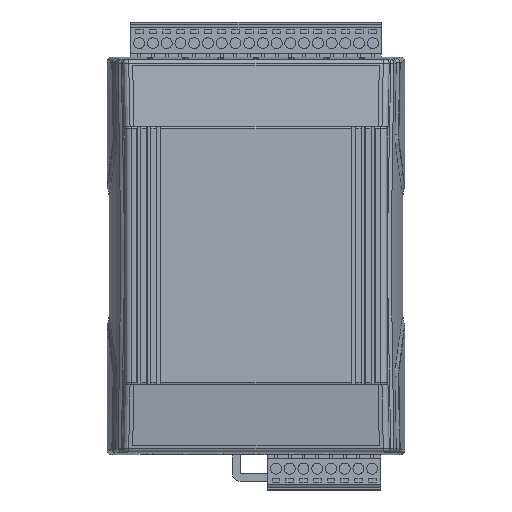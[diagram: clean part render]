
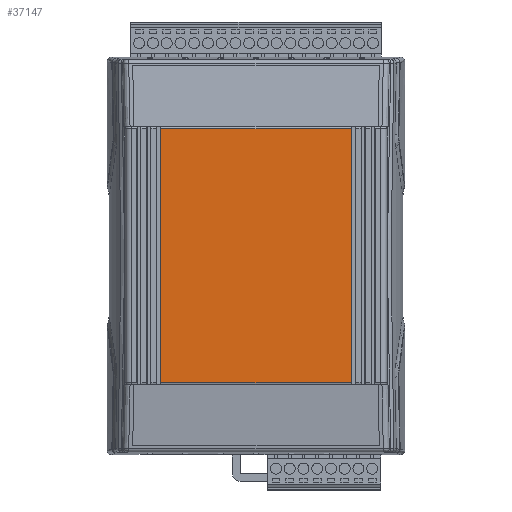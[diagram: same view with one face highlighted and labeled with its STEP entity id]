
A CAD part, top view. The second image highlights one B-rep face of the part: STEP entity #37147.
In plain terms, the highlighted planar face has unit normal (0, 0, 1).
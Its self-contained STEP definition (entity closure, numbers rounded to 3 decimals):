
#550 = VECTOR ( 'NONE', #82789, 1000. ) ;
#3296 = CARTESIAN_POINT ( 'NONE',  ( 24.303, -32.363, 18.653 ) ) ;
#8706 = PLANE ( 'NONE',  #45561 ) ;
#9839 = EDGE_CURVE ( 'NONE', #15939, #59336, #53276, .T. ) ;
#12285 = CARTESIAN_POINT ( 'NONE',  ( -24.303, 32.363, 18.653 ) ) ;
#15228 = VERTEX_POINT ( 'NONE', #33880 ) ;
#15939 = VERTEX_POINT ( 'NONE', #19632 ) ;
#17544 = LINE ( 'NONE', #3296, #39493 ) ;
#19632 = CARTESIAN_POINT ( 'NONE',  ( 24.303, 32.363, 18.653 ) ) ;
#25224 = ORIENTED_EDGE ( 'NONE', *, *, #85376, .T. ) ;
#31314 = VECTOR ( 'NONE', #65161, 1000. ) ;
#33880 = CARTESIAN_POINT ( 'NONE',  ( -24.303, -32.363, 18.653 ) ) ;
#34950 = CARTESIAN_POINT ( 'NONE',  ( 24.303, -32.363, 18.653 ) ) ;
#37147 = ADVANCED_FACE ( 'NONE', ( #50665 ), #8706, .T. ) ;
#39493 = VECTOR ( 'NONE', #61212, 1000. ) ;
#41593 = CARTESIAN_POINT ( 'NONE',  ( -24.303, -32.863, 18.653 ) ) ;
#42015 = DIRECTION ( 'NONE',  ( 0., 0., 1. ) ) ;
#45561 = AXIS2_PLACEMENT_3D ( 'NONE', #58299, #42015, #99983 ) ;
#47187 = LINE ( 'NONE', #41593, #550 ) ;
#50665 = FACE_OUTER_BOUND ( 'NONE', #64293, .T. ) ;
#53276 = LINE ( 'NONE', #66127, #31314 ) ;
#53895 = DIRECTION ( 'NONE',  ( -1., 0., 0. ) ) ;
#55530 = ORIENTED_EDGE ( 'NONE', *, *, #84995, .T. ) ;
#56010 = ORIENTED_EDGE ( 'NONE', *, *, #61259, .T. ) ;
#58129 = LINE ( 'NONE', #12285, #99612 ) ;
#58299 = CARTESIAN_POINT ( 'NONE',  ( 33.303, -32.863, 18.653 ) ) ;
#59336 = VERTEX_POINT ( 'NONE', #34950 ) ;
#61212 = DIRECTION ( 'NONE',  ( 1., 0., 0. ) ) ;
#61259 = EDGE_CURVE ( 'NONE', #15939, #74300, #58129, .T. ) ;
#64293 = EDGE_LOOP ( 'NONE', ( #25224, #55530, #79968, #56010 ) ) ;
#65161 = DIRECTION ( 'NONE',  ( 0., -1., 0. ) ) ;
#66127 = CARTESIAN_POINT ( 'NONE',  ( 24.303, -32.863, 18.653 ) ) ;
#74300 = VERTEX_POINT ( 'NONE', #89246 ) ;
#79968 = ORIENTED_EDGE ( 'NONE', *, *, #9839, .F. ) ;
#82789 = DIRECTION ( 'NONE',  ( 0., -1., 0. ) ) ;
#84995 = EDGE_CURVE ( 'NONE', #15228, #59336, #17544, .T. ) ;
#85376 = EDGE_CURVE ( 'NONE', #74300, #15228, #47187, .T. ) ;
#89246 = CARTESIAN_POINT ( 'NONE',  ( -24.303, 32.363, 18.653 ) ) ;
#99612 = VECTOR ( 'NONE', #53895, 1000. ) ;
#99983 = DIRECTION ( 'NONE',  ( 1., 0., 0. ) ) ;
